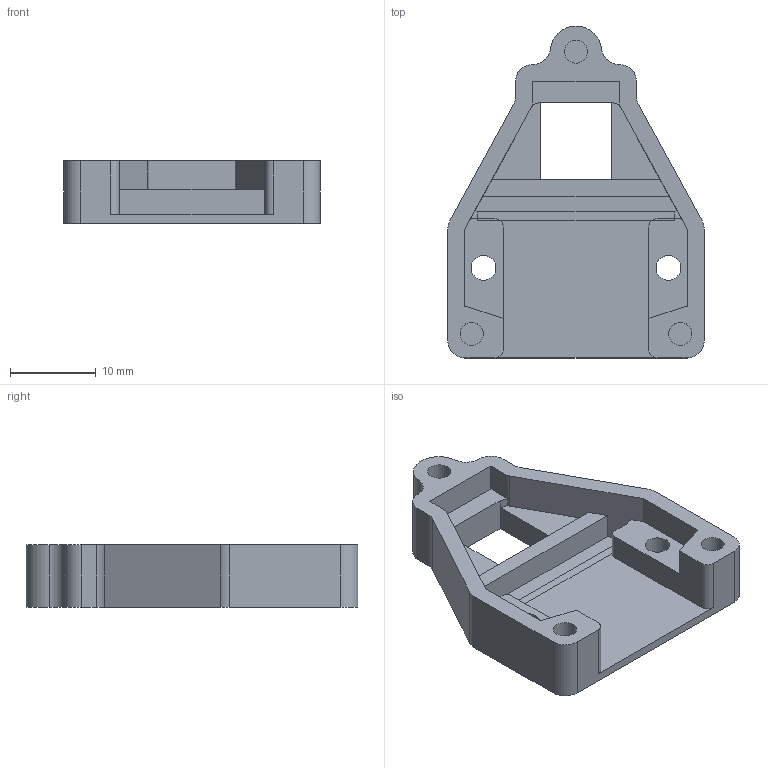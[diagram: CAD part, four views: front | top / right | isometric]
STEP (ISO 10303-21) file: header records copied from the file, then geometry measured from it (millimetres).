
FILE_DESCRIPTION(('FreeCAD Model'),'2;1');
FILE_NAME('InkjetHolderHorizontalMount.stp','2015-07-20T17:20:06',('FreeCAD'),('FreeCAD'), 'Open CASCADE STEP processor 6.7','FreeCAD','Unknown');
FILE_SCHEMA(('AUTOMOTIVE_DESIGN_CC2 { 1 2 10303 214 -1 1 5 4 }'));
Length unit declared in the file: millimetre
Products named in the file (1): InkjetHolderHorizontalMount
Bounding box: 29.95 x 38.77 x 7.3 mm (x, y, z)
Volume: 2709.2 mm3; surface area: 3166.6 mm2
Topology: 1 solids, 1 shells, 80 faces, 225 edges, 149 vertices
Faces by surface type: plane 52, cylinder 28
Full cylindrical faces by diameter (mm): 2.7 x3, 2.9 x2
Entity records: 6080 total; most frequent: CARTESIAN_POINT 1216, DIRECTION 764, LINE 453, VECTOR 453, ORIENTED_EDGE 448, PCURVE 448, DEFINITIONAL_REPRESENTATION 448, EDGE_CURVE 224
